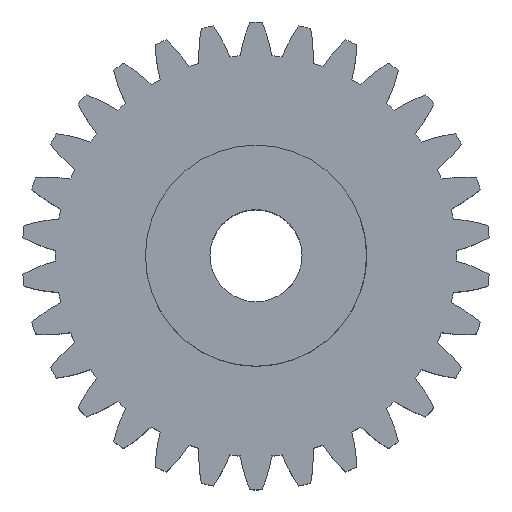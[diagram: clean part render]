
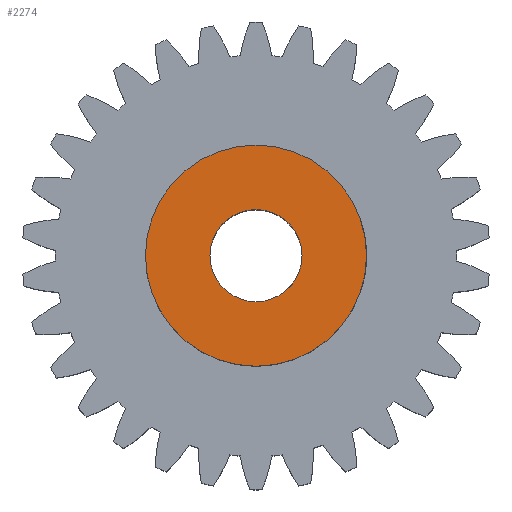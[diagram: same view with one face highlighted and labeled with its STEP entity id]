
A CAD part, top view. The second image highlights one B-rep face of the part: STEP entity #2274.
In plain terms, the highlighted planar face has unit normal (0, 0, 1).
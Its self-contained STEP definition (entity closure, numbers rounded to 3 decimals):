
#15=PLANE('',#2425);
#19=FACE_BOUND('',#398,.T.);
#22=CIRCLE('',#2419,2.5);
#23=CIRCLE('',#2420,2.5);
#25=CIRCLE('',#2423,6.);
#270=FACE_OUTER_BOUND('',#397,.T.);
#397=EDGE_LOOP('',(#1423));
#398=EDGE_LOOP('',(#1424,#1425));
#781=VERTEX_POINT('',#3740);
#782=VERTEX_POINT('',#3741);
#784=VERTEX_POINT('',#3748);
#1032=EDGE_CURVE('',#781,#782,#22,.T.);
#1033=EDGE_CURVE('',#782,#781,#23,.T.);
#1036=EDGE_CURVE('',#784,#784,#25,.T.);
#1423=ORIENTED_EDGE('',*,*,#1036,.T.);
#1424=ORIENTED_EDGE('',*,*,#1032,.T.);
#1425=ORIENTED_EDGE('',*,*,#1033,.T.);
#2274=ADVANCED_FACE('',(#270,#19),#15,.T.);
#2419=AXIS2_PLACEMENT_3D('',#3742,#2795,#2796);
#2420=AXIS2_PLACEMENT_3D('',#3743,#2797,#2798);
#2423=AXIS2_PLACEMENT_3D('',#3749,#2804,#2805);
#2425=AXIS2_PLACEMENT_3D('',#3754,#2810,#2811);
#2795=DIRECTION('center_axis',(0.,0.,-1.));
#2796=DIRECTION('ref_axis',(1.,0.,0.));
#2797=DIRECTION('center_axis',(0.,0.,-1.));
#2798=DIRECTION('ref_axis',(1.,0.,0.));
#2804=DIRECTION('center_axis',(0.,0.,1.));
#2805=DIRECTION('ref_axis',(-1.,0.,0.));
#2810=DIRECTION('center_axis',(0.,0.,1.));
#2811=DIRECTION('ref_axis',(1.,0.,0.));
#3740=CARTESIAN_POINT('',(2.5,0.,15.));
#3741=CARTESIAN_POINT('',(-2.5,0.,15.));
#3742=CARTESIAN_POINT('Origin',(0.,0.,15.));
#3743=CARTESIAN_POINT('Origin',(0.,0.,15.));
#3748=CARTESIAN_POINT('',(6.,0.,15.));
#3749=CARTESIAN_POINT('Origin',(0.,0.,15.));
#3754=CARTESIAN_POINT('Origin',(0.,0.,
15.));
